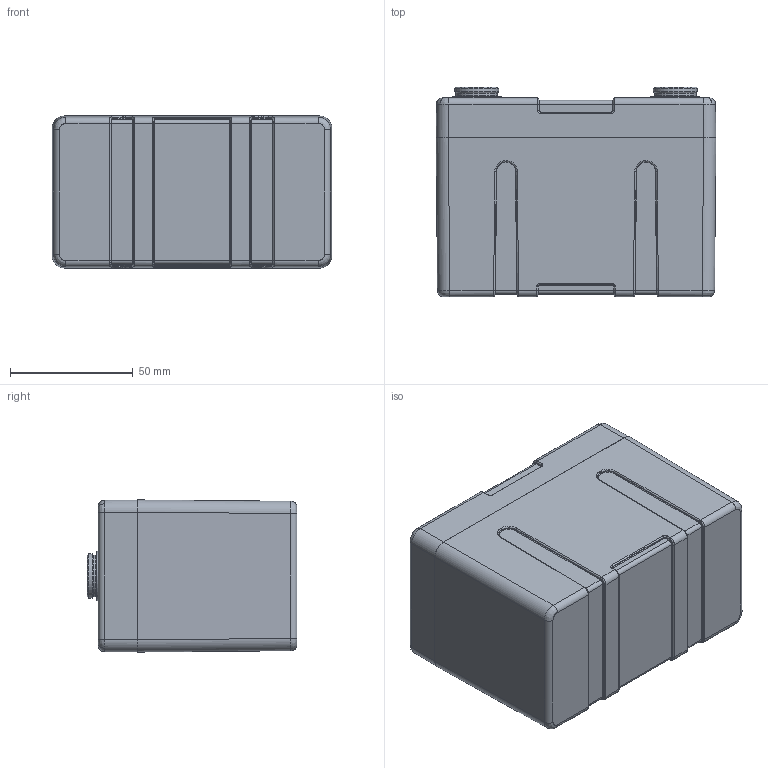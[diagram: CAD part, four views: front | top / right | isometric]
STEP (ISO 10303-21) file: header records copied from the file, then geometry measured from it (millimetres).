
FILE_DESCRIPTION (( 'STEP AP214' ), '1' );
FILE_NAME ('958610000220 10.STEP', '2020-12-09T12:10:59', ( '' ), ( '' ), 'SwSTEP 2.0', 'SolidWorks 2019', '' );
FILE_SCHEMA (( 'AUTOMOTIVE_DESIGN' ));
Length unit declared in the file: millimetre
Products named in the file (5): 352270102200; 352270100040; 352270100030; 958610000220 10; 352270102210
Assembly tree (4 placements, depth 2):
  958610000220 10
    352270100040
    352270100030
    352270102200
    352270102210
Bounding box: 114 x 85.5 x 62 mm (x, y, z)
Volume: 101183.9 mm3; surface area: 86619.1 mm2
Topology: 4 solids, 4 shells, 956 faces, 2262 edges, 1320 vertices
Faces by surface type: cylinder 404, bspline 232, plane 227, cone 87, torus 6
Full cylindrical faces by diameter (mm): 4.2 x2, 5.5 x2, 10 x2, 17 x2, 18 x2, 20 x2, 21 x4
Entity records: 34480 total; most frequent: CARTESIAN_POINT 13852, ORIENTED_EDGE 4412, DIRECTION 4040, EDGE_CURVE 2206, AXIS2_PLACEMENT_3D 1517, VERTEX_POINT 1306, EDGE_LOOP 1008, VECTOR 1006
